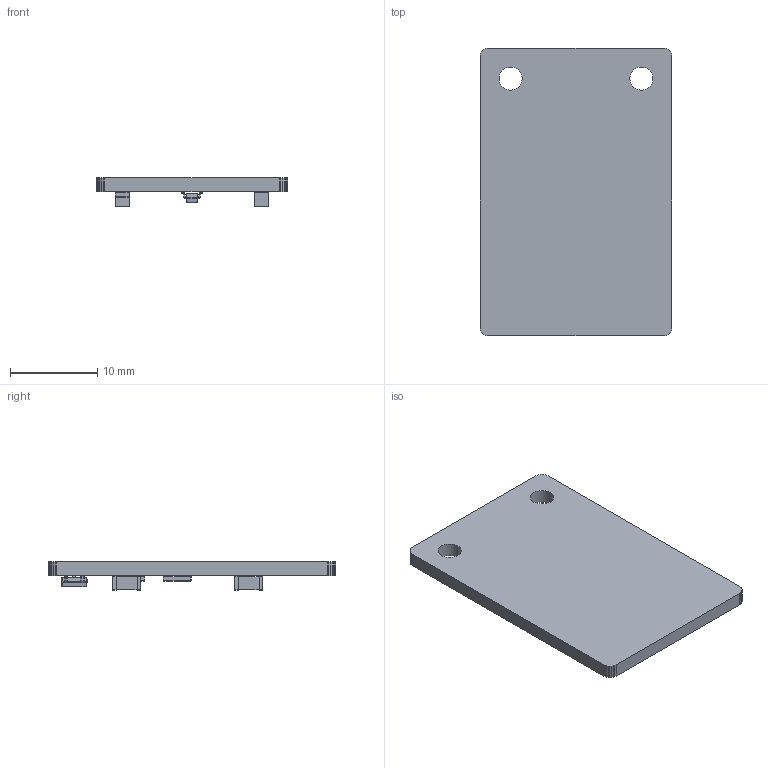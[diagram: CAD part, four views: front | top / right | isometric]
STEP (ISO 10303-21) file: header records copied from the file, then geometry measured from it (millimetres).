
FILE_DESCRIPTION(('KiCad electronic assembly'),'2;1');
FILE_NAME('1.47inch.step','2024-02-25T01:21:26',('Pcbnew'),('Kicad'), 'Open CASCADE STEP processor 7.7','KiCad to STEP converter','Unknown' );
FILE_SCHEMA(('AUTOMOTIVE_DESIGN { 1 0 10303 214 1 1 1 1 }'));
Length unit declared in the file: millimetre
Products named in the file (8): 1.47inch 1; C_1206_3216Metric; SOLID; R_1206_3216Metric; SOT-23; _autosave-pcb PCB
Assembly tree (9 placements, depth 3):
  1.47inch 1
    C_1206_3216Metric  x2
      SOLID
    R_1206_3216Metric  x2
      SOLID
    SOT-23
      SOLID
    _autosave-pcb PCB
Bounding box: 22 x 33 x 3.25 mm (x, y, z)
Volume: 1167.3 mm3; surface area: 1728.9 mm2
Topology: 6 solids, 6 shells, 224 faces, 574 edges, 366 vertices
Faces by surface type: plane 143, cylinder 54, bspline 27
Full cylindrical faces by diameter (mm): 2.65 x2
Entity records: 11867 total; most frequent: CARTESIAN_POINT 2206, DIRECTION 1556, LINE 1082, VECTOR 1082, ORIENTED_EDGE 868, PCURVE 868, DEFINITIONAL_REPRESENTATION 868, EDGE_CURVE 434
